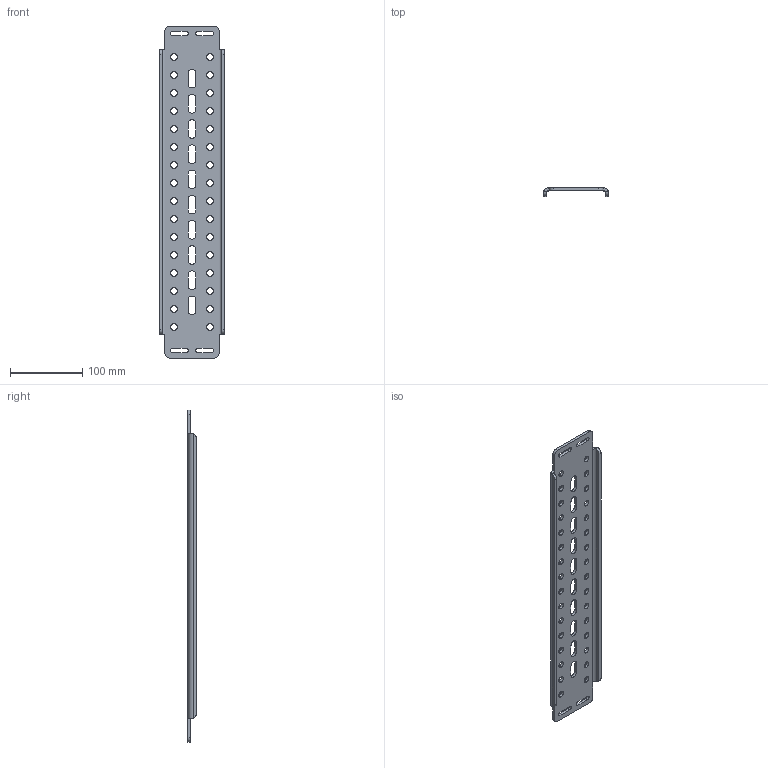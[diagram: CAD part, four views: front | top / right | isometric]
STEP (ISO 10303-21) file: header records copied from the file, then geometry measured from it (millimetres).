
FILE_DESCRIPTION (( 'STEP AP214' ), '1' );
FILE_NAME ('998.050.STEP', '2024-10-01T10:48:27', ( '' ), ( '' ), 'SwSTEP 2.0', 'SolidWorks 2021', '' );
FILE_SCHEMA (( 'AUTOMOTIVE_DESIGN' ));
Length unit declared in the file: millimetre
Products named in the file (1): 998.050
Bounding box: 91 x 12 x 461 mm (x, y, z)
Volume: 159726.2 mm3; surface area: 91390.9 mm2
Topology: 1 solids, 1 shells, 160 faces, 466 edges, 308 vertices
Faces by surface type: cylinder 114, plane 46
Entity records: 5644 total; most frequent: DIRECTION 1008, CARTESIAN_POINT 983, ORIENTED_EDGE 932, EDGE_CURVE 466, AXIS2_PLACEMENT_3D 389, VERTEX_POINT 308, EDGE_LOOP 252, VECTOR 230
